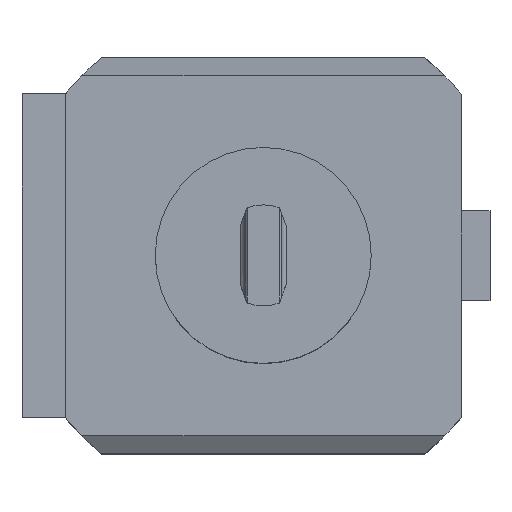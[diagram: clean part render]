
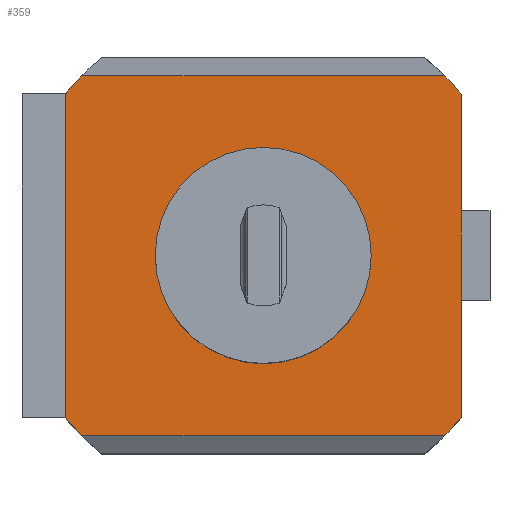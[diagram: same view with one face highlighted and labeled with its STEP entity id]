
A CAD part, top view. The second image highlights one B-rep face of the part: STEP entity #359.
In plain terms, the highlighted planar face has unit normal (0, 0, 1).
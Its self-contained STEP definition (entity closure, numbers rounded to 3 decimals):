
#213=LINE('',#1578,#293);
#214=LINE('',#1583,#294);
#215=LINE('',#1587,#295);
#216=LINE('',#1591,#296);
#217=LINE('',#1593,#297);
#218=LINE('',#1595,#298);
#293=VECTOR('',#1289,1.0);
#294=VECTOR('',#1292,1.0);
#295=VECTOR('',#1295,1.0);
#296=VECTOR('',#1298,1.0);
#297=VECTOR('',#1299,1.0);
#298=VECTOR('',#1300,1.0);
#359=ADVANCED_FACE('',(#441,#442),#412,.F.);
#412=PLANE('',#1104);
#441=FACE_BOUND('',#492,.T.);
#442=FACE_BOUND('',#493,.T.);
#492=EDGE_LOOP('',(#644));
#493=EDGE_LOOP('',(#645,#646,#647,#648,#649,#650,#651,#652,#653,#654));
#644=ORIENTED_EDGE('',*,*,#947,.T.);
#645=ORIENTED_EDGE('',*,*,#948,.F.);
#646=ORIENTED_EDGE('',*,*,#949,.F.);
#647=ORIENTED_EDGE('',*,*,#950,.F.);
#648=ORIENTED_EDGE('',*,*,#951,.F.);
#649=ORIENTED_EDGE('',*,*,#952,.F.);
#650=ORIENTED_EDGE('',*,*,#953,.F.);
#651=ORIENTED_EDGE('',*,*,#954,.F.);
#652=ORIENTED_EDGE('',*,*,#955,.F.);
#653=ORIENTED_EDGE('',*,*,#956,.F.);
#654=ORIENTED_EDGE('',*,*,#957,.F.);
#844=VERTEX_POINT('',#1577);
#845=VERTEX_POINT('',#1579);
#846=VERTEX_POINT('',#1580);
#847=VERTEX_POINT('',#1582);
#848=VERTEX_POINT('',#1584);
#849=VERTEX_POINT('',#1586);
#850=VERTEX_POINT('',#1588);
#851=VERTEX_POINT('',#1590);
#852=VERTEX_POINT('',#1592);
#853=VERTEX_POINT('',#1594);
#854=VERTEX_POINT('',#1596);
#947=EDGE_CURVE('',#844,#844,#1036,.T.);
#948=EDGE_CURVE('',#845,#846,#213,.T.);
#949=EDGE_CURVE('',#847,#845,#1037,.T.);
#950=EDGE_CURVE('',#848,#847,#214,.T.);
#951=EDGE_CURVE('',#849,#848,#1038,.T.);
#952=EDGE_CURVE('',#850,#849,#215,.T.);
#953=EDGE_CURVE('',#851,#850,#1039,.T.);
#954=EDGE_CURVE('',#852,#851,#216,.T.);
#955=EDGE_CURVE('',#853,#852,#217,.T.);
#956=EDGE_CURVE('',#854,#853,#218,.T.);
#957=EDGE_CURVE('',#846,#854,#1040,.T.);
#1036=CIRCLE('',#1099,30.0);
#1037=CIRCLE('',#1100,71.);
#1038=CIRCLE('',#1101,71.0);
#1039=CIRCLE('',#1102,71.);
#1040=CIRCLE('',#1103,71.);
#1099=AXIS2_PLACEMENT_3D('',#1576,#1287,#1288);
#1100=AXIS2_PLACEMENT_3D('',#1581,#1290,#1291);
#1101=AXIS2_PLACEMENT_3D('',#1585,#1293,#1294);
#1102=AXIS2_PLACEMENT_3D('',#1589,#1296,#1297);
#1103=AXIS2_PLACEMENT_3D('',#1597,#1301,#1302);
#1104=AXIS2_PLACEMENT_3D('',#1598,#1303,#1304);
#1287=DIRECTION('',(0.0,0.0,-1.0));
#1288=DIRECTION('',(1.0,0.0,0.0));
#1289=DIRECTION('',(1.0,0.0,0.0));
#1290=DIRECTION('',(0.0,0.0,-1.0));
#1291=DIRECTION('',(1.0,0.0,0.0));
#1292=DIRECTION('',(0.0,1.0,0.0));
#1293=DIRECTION('',(0.0,0.0,-1.0));
#1294=DIRECTION('',(1.0,0.0,0.0));
#1295=DIRECTION('',(-1.0,0.0,0.0));
#1296=DIRECTION('',(0.0,0.0,-1.0));
#1297=DIRECTION('',(1.0,0.0,0.0));
#1298=DIRECTION('',(0.0,-1.0,0.0));
#1299=DIRECTION('',(0.0,-1.0,0.0));
#1300=DIRECTION('',(0.0,-1.0,0.0));
#1301=DIRECTION('',(0.0,0.0,-1.0));
#1302=DIRECTION('',(1.0,0.0,0.0));
#1303=DIRECTION('',(0.0,0.0,-1.0));
#1304=DIRECTION('',(1.0,0.0,0.0));
#1576=CARTESIAN_POINT('',(0.,0.,0.0));
#1577=CARTESIAN_POINT('',(30.,0.,0.0));
#1578=CARTESIAN_POINT('',(0.,50.0,0.0));
#1579=CARTESIAN_POINT('',(-50.408,50.0,0.));
#1580=CARTESIAN_POINT('',(50.408,50.0,0.0));
#1581=CARTESIAN_POINT('',(0.,0.,0.0));
#1582=CARTESIAN_POINT('',(-55.002,44.897,0.0));
#1583=CARTESIAN_POINT('',(-55.002,-44.897,0.0));
#1584=CARTESIAN_POINT('',(-55.002,-44.897,0.0));
#1585=CARTESIAN_POINT('',(0.,0.,0.0));
#1586=CARTESIAN_POINT('',(-50.408,-50.0,0.0));
#1587=CARTESIAN_POINT('',(0.,-50.0,0.0));
#1588=CARTESIAN_POINT('',(50.408,-50.0,0.0));
#1589=CARTESIAN_POINT('',(0.,0.,0.0));
#1590=CARTESIAN_POINT('',(55.0,-44.9,0.0));
#1591=CARTESIAN_POINT('',(55.0,44.9,0.0));
#1592=CARTESIAN_POINT('',(55.0,-12.5,0.0));
#1593=CARTESIAN_POINT('',(55.0,44.9,0.0));
#1594=CARTESIAN_POINT('',(55.0,12.5,0.0));
#1595=CARTESIAN_POINT('',(55.0,44.9,0.0));
#1596=CARTESIAN_POINT('',(55.0,44.9,0.0));
#1597=CARTESIAN_POINT('',(0.,0.,0.0));
#1598=CARTESIAN_POINT('',(0.,0.,0.0));
